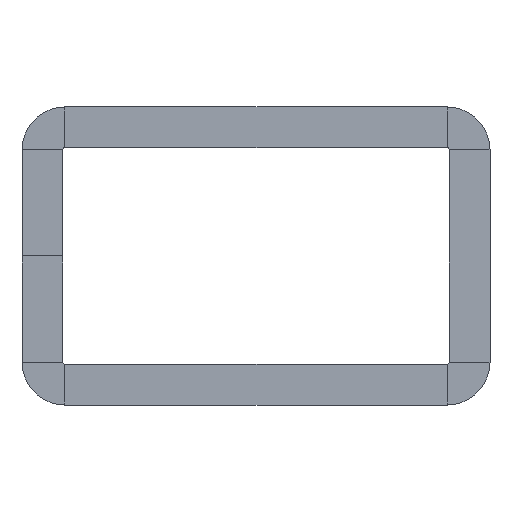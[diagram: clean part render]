
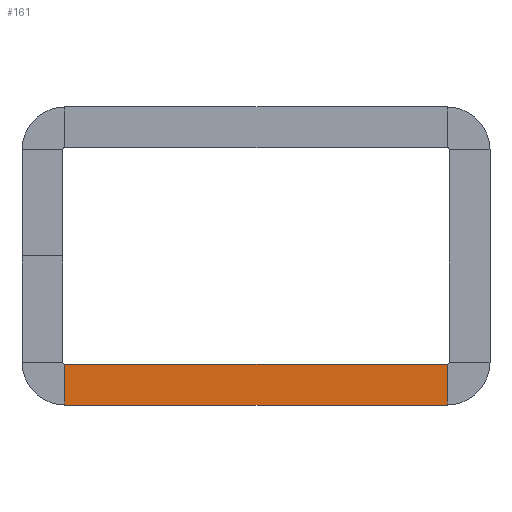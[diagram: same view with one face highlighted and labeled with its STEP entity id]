
A CAD part, top view. The second image highlights one B-rep face of the part: STEP entity #161.
In plain terms, the highlighted planar face has unit normal (0, 0, 1).
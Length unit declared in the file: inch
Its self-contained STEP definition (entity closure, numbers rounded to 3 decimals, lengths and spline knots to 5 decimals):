
#15 = CARTESIAN_POINT ( 'NONE',  ( 0.88567, -0.50197, 0. ) ) ;
#21 = DIRECTION ( 'NONE',  ( 1., 0., 0. ) ) ;
#23 = PLANE ( 'NONE',  #332 ) ;
#38 = CARTESIAN_POINT ( 'NONE',  ( -0.88567, -0.50197, 0. ) ) ;
#53 = CARTESIAN_POINT ( 'NONE',  ( -0.88567, -0.50197, 0. ) ) ;
#64 = LINE ( 'NONE', #598, #237 ) ;
#106 = VERTEX_POINT ( 'NONE', #1187 ) ;
#110 = EDGE_CURVE ( 'NONE', #106, #300, #120, .T. ) ;
#120 = LINE ( 'NONE', #1289, #1359 ) ;
#159 = VERTEX_POINT ( 'NONE', #15 ) ;
#161 = ADVANCED_FACE ( 'NONE', ( #1080 ), #23, .F. ) ;
#198 = VECTOR ( 'NONE', #21, 39.37008 ) ;
#218 = EDGE_CURVE ( 'NONE', #969, #159, #64, .T. ) ;
#237 = VECTOR ( 'NONE', #249, 39.37008 ) ;
#249 = DIRECTION ( 'NONE',  ( 0., 1., 0. ) ) ;
#300 = VERTEX_POINT ( 'NONE', #53 ) ;
#332 = AXIS2_PLACEMENT_3D ( 'NONE', #445, #968, #343 ) ;
#343 = DIRECTION ( 'NONE',  ( -1., 0., 0. ) ) ;
#363 = LINE ( 'NONE', #893, #424 ) ;
#424 = VECTOR ( 'NONE', #1201, 39.37008 ) ;
#445 = CARTESIAN_POINT ( 'NONE',  ( -0.88567, -0.50197, 0. ) ) ;
#466 = LINE ( 'NONE', #38, #198 ) ;
#598 = CARTESIAN_POINT ( 'NONE',  ( 0.88567, -0.50197, 0. ) ) ;
#619 = ORIENTED_EDGE ( 'NONE', *, *, #830, .F. ) ;
#663 = ORIENTED_EDGE ( 'NONE', *, *, #847, .T. ) ;
#830 = EDGE_CURVE ( 'NONE', #300, #159, #466, .T. ) ;
#847 = EDGE_CURVE ( 'NONE', #106, #969, #363, .T. ) ;
#870 = ORIENTED_EDGE ( 'NONE', *, *, #218, .T. ) ;
#893 = CARTESIAN_POINT ( 'NONE',  ( -0.88567, -0.69094, 0. ) ) ;
#944 = EDGE_LOOP ( 'NONE', ( #619, #1162, #663, #870 ) ) ;
#968 = DIRECTION ( 'NONE',  ( 0., 0., -1. ) ) ;
#969 = VERTEX_POINT ( 'NONE', #1369 ) ;
#1080 = FACE_OUTER_BOUND ( 'NONE', #944, .T. ) ;
#1162 = ORIENTED_EDGE ( 'NONE', *, *, #110, .F. ) ;
#1187 = CARTESIAN_POINT ( 'NONE',  ( -0.88567, -0.69094, 0. ) ) ;
#1201 = DIRECTION ( 'NONE',  ( 1., 0., 0. ) ) ;
#1289 = CARTESIAN_POINT ( 'NONE',  ( -0.88567, -0.50197, 0. ) ) ;
#1299 = DIRECTION ( 'NONE',  ( 0., 1., 0. ) ) ;
#1359 = VECTOR ( 'NONE', #1299, 39.37008 ) ;
#1369 = CARTESIAN_POINT ( 'NONE',  ( 0.88567, -0.69094, 0. ) ) ;
